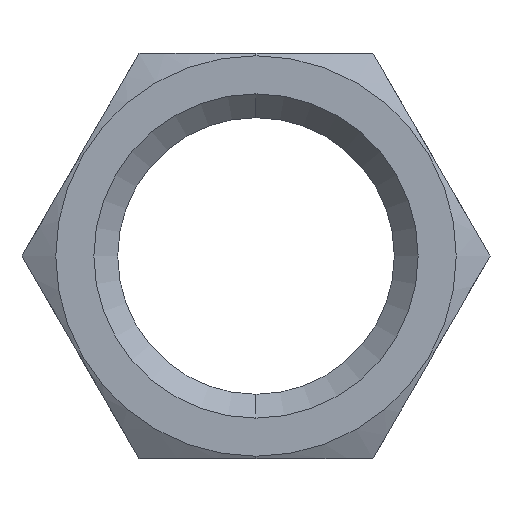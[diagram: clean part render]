
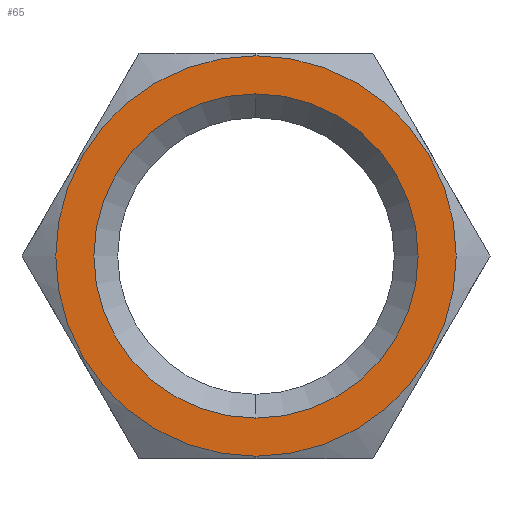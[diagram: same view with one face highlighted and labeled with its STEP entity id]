
A CAD part, front view. The second image highlights one B-rep face of the part: STEP entity #65.
In plain terms, the highlighted planar face has unit normal (0, -1, 0).
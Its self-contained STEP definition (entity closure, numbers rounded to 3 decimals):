
#38 = VERTEX_POINT ( 'NONE', #251 ) ;
#40 = EDGE_CURVE ( 'NONE', #38, #41, #250, .T. ) ;
#41 = VERTEX_POINT ( 'NONE', #245 ) ;
#60 = EDGE_CURVE ( 'NONE', #41, #38, #208, .T. ) ;
#61 = ORIENTED_EDGE ( 'NONE', *, *, #112, .T. ) ;
#62 = EDGE_LOOP ( 'NONE', ( #61, #90 ) ) ;
#65 = ADVANCED_FACE ( 'NONE', ( #198, #197 ), #196, .T. ) ;
#66 = ORIENTED_EDGE ( 'NONE', *, *, #60, .F. ) ;
#67 = EDGE_LOOP ( 'NONE', ( #66, #72 ) ) ;
#72 = ORIENTED_EDGE ( 'NONE', *, *, #40, .F. ) ;
#90 = ORIENTED_EDGE ( 'NONE', *, *, #148, .T. ) ;
#112 = EDGE_CURVE ( 'NONE', #150, #149, #607, .T. ) ;
#148 = EDGE_CURVE ( 'NONE', #149, #150, #462, .T. ) ;
#149 = VERTEX_POINT ( 'NONE', #454 ) ;
#150 = VERTEX_POINT ( 'NONE', #453 ) ;
#192 = DIRECTION ( 'NONE',  ( 0., 0., -1. ) ) ;
#193 = DIRECTION ( 'NONE',  ( 0., -1., 0. ) ) ;
#194 = CARTESIAN_POINT ( 'NONE',  ( 0., 0., 0. ) ) ;
#195 = AXIS2_PLACEMENT_3D ( 'NONE', #194, #193, #192 ) ;
#196 = PLANE ( 'NONE',  #195 ) ;
#197 = FACE_OUTER_BOUND ( 'NONE', #62, .T. ) ;
#198 = FACE_BOUND ( 'NONE', #67, .T. ) ;
#203 = DIRECTION ( 'NONE',  ( 0., 0., -1. ) ) ;
#204 = DIRECTION ( 'NONE',  ( 0., -1., 0. ) ) ;
#205 = CARTESIAN_POINT ( 'NONE',  ( 0., 0., 0. ) ) ;
#206 = AXIS2_PLACEMENT_3D ( 'NONE', #205, #204, #203 ) ;
#208 = CIRCLE ( 'NONE', #206, 6.8 ) ;
#245 = CARTESIAN_POINT ( 'NONE',  ( 0., 0., -6.8 ) ) ;
#246 = DIRECTION ( 'NONE',  ( 0., 0., -1. ) ) ;
#247 = DIRECTION ( 'NONE',  ( 0., -1., 0. ) ) ;
#248 = CARTESIAN_POINT ( 'NONE',  ( 0., 0., 0. ) ) ;
#249 = AXIS2_PLACEMENT_3D ( 'NONE', #248, #247, #246 ) ;
#250 = CIRCLE ( 'NONE', #249, 6.8 ) ;
#251 = CARTESIAN_POINT ( 'NONE',  ( 0., 0., 6.8 ) ) ;
#453 = CARTESIAN_POINT ( 'NONE',  ( 0., 0., 8.4 ) ) ;
#454 = CARTESIAN_POINT ( 'NONE',  ( 0., 0., -8.4 ) ) ;
#455 = DIRECTION ( 'NONE',  ( 0., 0., -1. ) ) ;
#456 = DIRECTION ( 'NONE',  ( 0., -1., 0. ) ) ;
#457 = CARTESIAN_POINT ( 'NONE',  ( 0., 0., 0. ) ) ;
#458 = AXIS2_PLACEMENT_3D ( 'NONE', #457, #456, #455 ) ;
#462 = CIRCLE ( 'NONE', #458, 8.4 ) ;
#603 = DIRECTION ( 'NONE',  ( 0., 0., -1. ) ) ;
#604 = DIRECTION ( 'NONE',  ( 0., -1., 0. ) ) ;
#605 = CARTESIAN_POINT ( 'NONE',  ( 0., 0., 0. ) ) ;
#606 = AXIS2_PLACEMENT_3D ( 'NONE', #605, #604, #603 ) ;
#607 = CIRCLE ( 'NONE', #606, 8.4 ) ;
